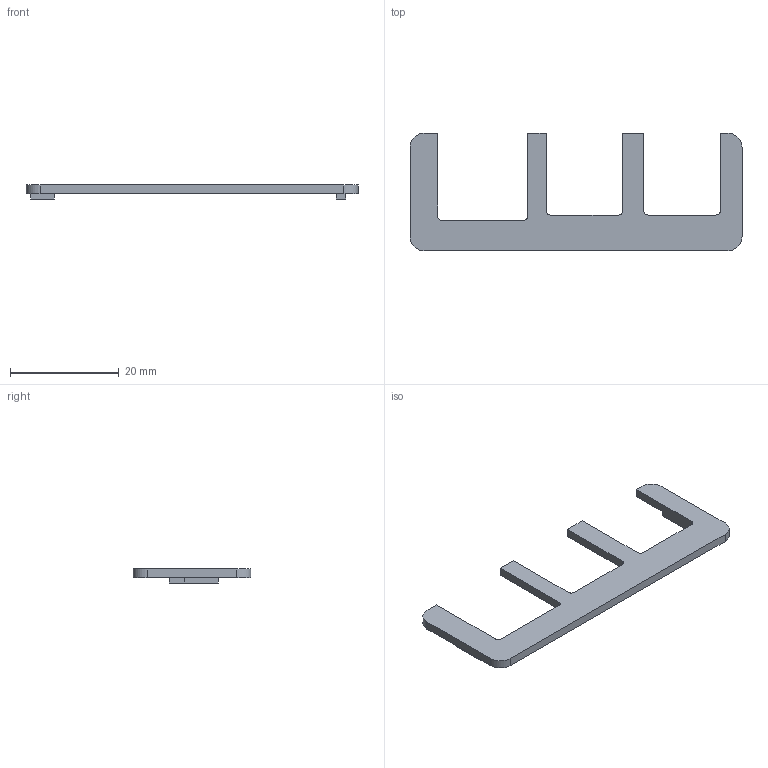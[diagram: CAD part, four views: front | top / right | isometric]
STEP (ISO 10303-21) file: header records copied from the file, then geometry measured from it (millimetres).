
FILE_DESCRIPTION(/* description */ (''),/* implementation_level */ '2;1');
FILE_NAME(/* name */ '979849af-73de-449e-b370-e363cd8d0f14.stp',/* time_stamp */ '2015-09-13T12:36:12+02:00',/* author */ (''),/* organization */ (''),/* preprocessor_version */ 'ST-DEVELOPER v16.1',/* originating_system */ 'Autodesk Translation Framework v4.1.0.1560',/* authorisation */ '');
FILE_SCHEMA (('AUTOMOTIVE_DESIGN { 1 0 10303 214 3 1 1 }'));
Length unit declared in the file: centimetre
Products named in the file (1): Raspberry PI Sleeve cap v1
Bounding box: 61.2 x 21.7 x 2.6 mm (x, y, z)
Volume: 1034.2 mm3; surface area: 1706.5 mm2
Topology: 1 solids, 1 shells, 45 faces, 129 edges, 86 vertices
Faces by surface type: plane 30, cylinder 15
Entity records: 1505 total; most frequent: CARTESIAN_POINT 261, ORIENTED_EDGE 258, DIRECTION 252, EDGE_CURVE 129, LINE 98, VECTOR 98, VERTEX_POINT 86, AXIS2_PLACEMENT_3D 77
